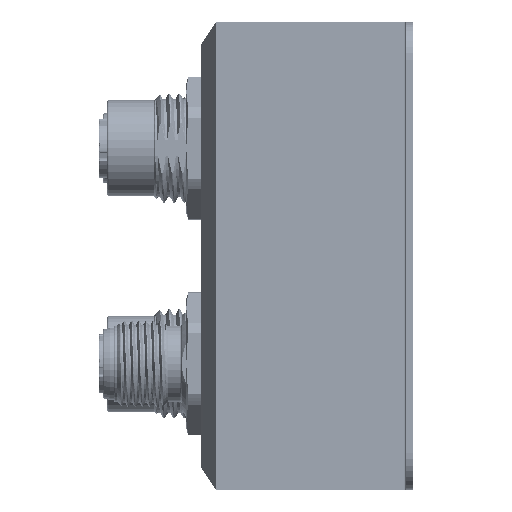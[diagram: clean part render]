
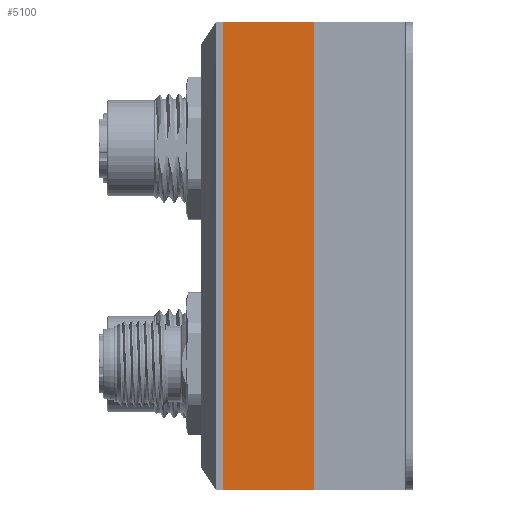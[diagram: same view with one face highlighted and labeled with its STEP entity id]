
A CAD part, left-side view. The second image highlights one B-rep face of the part: STEP entity #5100.
In plain terms, the highlighted planar face has unit normal (-1, 0, 0).
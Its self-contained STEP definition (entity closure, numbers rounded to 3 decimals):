
#40=DIRECTION('',(0.,-1.,0.));
#41=VECTOR('',#40,26.201);
#42=CARTESIAN_POINT('',(-60.122,12.742,0.));
#43=LINE('',#42,#41);
#557=DIRECTION('',(0.,-1.,0.));
#558=VECTOR('',#557,26.201);
#559=CARTESIAN_POINT('',(-60.122,12.742,65.));
#560=LINE('',#559,#558);
#614=DIRECTION('',(0.,0.,1.));
#615=VECTOR('',#614,65.);
#616=CARTESIAN_POINT('',(-60.122,-13.458,0.));
#617=LINE('',#616,#615);
#618=DIRECTION('',(0.,0.,1.));
#619=VECTOR('',#618,65.);
#620=CARTESIAN_POINT('',(-60.122,12.742,0.));
#621=LINE('',#620,#619);
#622=CARTESIAN_POINT('',(-60.122,-4.838,55.));
#623=DIRECTION('',(-1.,0.,0.));
#624=DIRECTION('',(0.,1.,0.));
#625=AXIS2_PLACEMENT_3D('',#622,#623,#624);
#627=CARTESIAN_POINT('',(-60.122,-4.838,55.));
#628=DIRECTION('',(-1.,0.,0.));
#629=DIRECTION('',(0.,-1.,0.));
#630=AXIS2_PLACEMENT_3D('',#627,#628,#629);
#632=CARTESIAN_POINT('',(-60.122,-4.838,10.));
#633=DIRECTION('',(-1.,0.,0.));
#634=DIRECTION('',(0.,1.,0.));
#635=AXIS2_PLACEMENT_3D('',#632,#633,#634);
#637=CARTESIAN_POINT('',(-60.122,-4.838,10.));
#638=DIRECTION('',(-1.,0.,0.));
#639=DIRECTION('',(0.,-1.,0.));
#640=AXIS2_PLACEMENT_3D('',#637,#638,#639);
#2804=CARTESIAN_POINT('',(-60.122,-13.458,0.));
#2806=VERTEX_POINT('',#2804);
#2834=CARTESIAN_POINT('',(-60.122,12.742,0.));
#2835=VERTEX_POINT('',#2834);
#2836=CARTESIAN_POINT('',(-60.122,-13.458,65.));
#2838=VERTEX_POINT('',#2836);
#2866=CARTESIAN_POINT('',(-60.122,12.742,65.));
#2867=VERTEX_POINT('',#2866);
#3604=CARTESIAN_POINT('',(-60.122,-3.588,55.));
#3605=CARTESIAN_POINT('',(-60.122,-6.088,55.));
#3606=VERTEX_POINT('',#3604);
#3607=VERTEX_POINT('',#3605);
#3608=CARTESIAN_POINT('',(-60.122,-3.588,10.));
#3609=CARTESIAN_POINT('',(-60.122,-6.088,10.));
#3610=VERTEX_POINT('',#3608);
#3611=VERTEX_POINT('',#3609);
#5076=CARTESIAN_POINT('',(-60.122,12.742,0.));
#5077=DIRECTION('',(-1.,0.,0.));
#5078=DIRECTION('',(0.,-1.,0.));
#5079=AXIS2_PLACEMENT_3D('',#5076,#5077,#5078);
#5080=PLANE('',#5079);
#5081=ORIENTED_EDGE('',*,*,#3669,.F.);
#5083=ORIENTED_EDGE('',*,*,#5082,.T.);
#5084=ORIENTED_EDGE('',*,*,#5005,.T.);
#5085=ORIENTED_EDGE('',*,*,#5062,.F.);
#5086=EDGE_LOOP('',(#5081,#5083,#5084,#5085));
#5087=FACE_OUTER_BOUND('',#5086,.F.);
#5089=ORIENTED_EDGE('',*,*,#5088,.T.);
#5091=ORIENTED_EDGE('',*,*,#5090,.T.);
#5092=EDGE_LOOP('',(#5089,#5091));
#5093=FACE_BOUND('',#5092,.F.);
#5095=ORIENTED_EDGE('',*,*,#5094,.T.);
#5097=ORIENTED_EDGE('',*,*,#5096,.T.);
#5098=EDGE_LOOP('',(#5095,#5097));
#5099=FACE_BOUND('',#5098,.F.);
#626=CIRCLE('',#625,1.25);
#631=CIRCLE('',#630,1.25);
#636=CIRCLE('',#635,1.25);
#641=CIRCLE('',#640,1.25);
#3669=EDGE_CURVE('',#2835,#2806,#43,.T.);
#5005=EDGE_CURVE('',#2867,#2838,#560,.T.);
#5062=EDGE_CURVE('',#2806,#2838,#617,.T.);
#5082=EDGE_CURVE('',#2835,#2867,#621,.T.);
#5088=EDGE_CURVE('',#3606,#3607,#626,.T.);
#5090=EDGE_CURVE('',#3607,#3606,#631,.T.);
#5094=EDGE_CURVE('',#3610,#3611,#636,.T.);
#5096=EDGE_CURVE('',#3611,#3610,#641,.T.);
#5100=ADVANCED_FACE('',(#5087,#5093,#5099),#5080,.T.);
